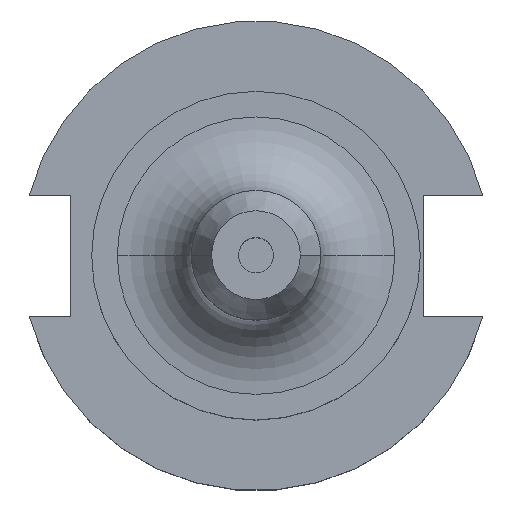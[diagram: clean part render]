
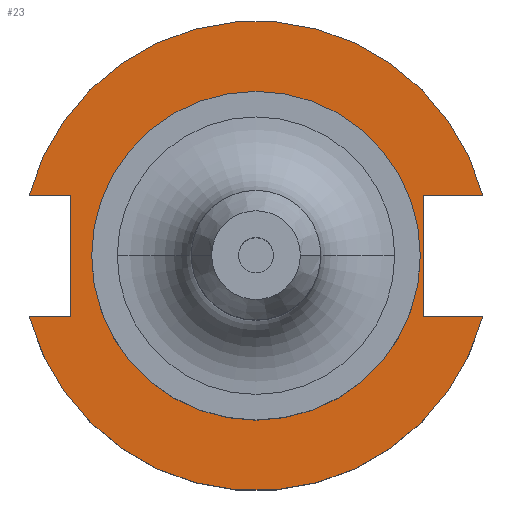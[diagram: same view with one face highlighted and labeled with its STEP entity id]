
A CAD part, top view. The second image highlights one B-rep face of the part: STEP entity #23.
In plain terms, the highlighted planar face has unit normal (0, 0, 1).
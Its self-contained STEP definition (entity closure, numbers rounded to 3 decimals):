
#10 = FACE_OUTER_BOUND ( 'NONE', #1317, .T. ) ;
#23 = ADVANCED_FACE ( 'NONE', ( #1440, #10 ), #237, .F. ) ;
#48 = CARTESIAN_POINT ( 'NONE',  ( -61.091, -8.191, 19.05 ) ) ;
#67 = EDGE_CURVE ( 'NONE', #933, #739, #169, .T. ) ;
#76 = EDGE_CURVE ( 'NONE', #1075, #1471, #605, .T. ) ;
#112 = EDGE_CURVE ( 'NONE', #865, #739, #621, .T. ) ;
#128 = VECTOR ( 'NONE', #307, 1000. ) ;
#142 = EDGE_CURVE ( 'NONE', #933, #586, #1279, .T. ) ;
#148 = DIRECTION ( 'NONE',  ( 1., 0., 0. ) ) ;
#152 = ORIENTED_EDGE ( 'NONE', *, *, #887, .T. ) ;
#159 = CARTESIAN_POINT ( 'NONE',  ( 0., 0., 19.05 ) ) ;
#165 = LINE ( 'NONE', #375, #601 ) ;
#167 = CIRCLE ( 'NONE', #1168, 22.225 ) ;
#169 = CIRCLE ( 'NONE', #686, 31.75 ) ;
#198 = ORIENTED_EDGE ( 'NONE', *, *, #142, .F. ) ;
#202 = ORIENTED_EDGE ( 'NONE', *, *, #1053, .T. ) ;
#213 = VECTOR ( 'NONE', #1024, 1000. ) ;
#215 = DIRECTION ( 'NONE',  ( -1., 0., 0. ) ) ;
#216 = CARTESIAN_POINT ( 'NONE',  ( 30.675, 8.191, 19.05 ) ) ;
#217 = ORIENTED_EDGE ( 'NONE', *, *, #897, .T. ) ;
#237 = PLANE ( 'NONE',  #836 ) ;
#249 = DIRECTION ( 'NONE',  ( 1., 0., 0. ) ) ;
#257 = ORIENTED_EDGE ( 'NONE', *, *, #112, .F. ) ;
#307 = DIRECTION ( 'NONE',  ( 1., 0., 0. ) ) ;
#331 = EDGE_CURVE ( 'NONE', #787, #1453, #1178, .T. ) ;
#375 = CARTESIAN_POINT ( 'NONE',  ( -61.091, 8.191, 19.05 ) ) ;
#409 = DIRECTION ( 'NONE',  ( 0., 0., 1. ) ) ;
#422 = CARTESIAN_POINT ( 'NONE',  ( 22.606, 8.191, 19.05 ) ) ;
#441 = CARTESIAN_POINT ( 'NONE',  ( 0., 8.191, 19.05 ) ) ;
#447 = VERTEX_POINT ( 'NONE', #1328 ) ;
#448 = LINE ( 'NONE', #706, #1415 ) ;
#486 = EDGE_CURVE ( 'NONE', #1471, #1075, #167, .T. ) ;
#491 = LINE ( 'NONE', #786, #771 ) ;
#498 = DIRECTION ( 'NONE',  ( 1., 0., 0. ) ) ;
#499 = ORIENTED_EDGE ( 'NONE', *, *, #1431, .T. ) ;
#562 = ORIENTED_EDGE ( 'NONE', *, *, #67, .T. ) ;
#586 = VERTEX_POINT ( 'NONE', #627 ) ;
#601 = VECTOR ( 'NONE', #498, 1000. ) ;
#603 = VECTOR ( 'NONE', #215, 1000. ) ;
#605 = CIRCLE ( 'NONE', #768, 22.225 ) ;
#621 = LINE ( 'NONE', #1253, #128 ) ;
#627 = CARTESIAN_POINT ( 'NONE',  ( -25.091, -8.191, 19.05 ) ) ;
#635 = VERTEX_POINT ( 'NONE', #1103 ) ;
#667 = CARTESIAN_POINT ( 'NONE',  ( -22.225, 0., 19.05 ) ) ;
#686 = AXIS2_PLACEMENT_3D ( 'NONE', #758, #409, #148 ) ;
#706 = CARTESIAN_POINT ( 'NONE',  ( -25.091, 8.191, 19.05 ) ) ;
#735 = DIRECTION ( 'NONE',  ( 1., 0., 0. ) ) ;
#738 = ORIENTED_EDGE ( 'NONE', *, *, #76, .F. ) ;
#739 = VERTEX_POINT ( 'NONE', #1304 ) ;
#758 = CARTESIAN_POINT ( 'NONE',  ( 0., 0., 19.05 ) ) ;
#768 = AXIS2_PLACEMENT_3D ( 'NONE', #159, #1000, #1011 ) ;
#771 = VECTOR ( 'NONE', #1161, 1000. ) ;
#786 = CARTESIAN_POINT ( 'NONE',  ( 22.606, 22.225, 19.05 ) ) ;
#787 = VERTEX_POINT ( 'NONE', #216 ) ;
#829 = CARTESIAN_POINT ( 'NONE',  ( 22.606, -8.191, 19.05 ) ) ;
#832 = CIRCLE ( 'NONE', #1133, 31.75 ) ;
#836 = AXIS2_PLACEMENT_3D ( 'NONE', #1350, #1083, #1206 ) ;
#838 = CARTESIAN_POINT ( 'NONE',  ( 22.225, 0., 19.05 ) ) ;
#857 = EDGE_LOOP ( 'NONE', ( #738, #1068 ) ) ;
#865 = VERTEX_POINT ( 'NONE', #829 ) ;
#887 = EDGE_CURVE ( 'NONE', #635, #586, #448, .T. ) ;
#897 = EDGE_CURVE ( 'NONE', #787, #447, #832, .T. ) ;
#933 = VERTEX_POINT ( 'NONE', #1492 ) ;
#947 = DIRECTION ( 'NONE',  ( 0., -1., 0. ) ) ;
#970 = DIRECTION ( 'NONE',  ( 0., 0., 1. ) ) ;
#1000 = DIRECTION ( 'NONE',  ( 0., 0., 1. ) ) ;
#1011 = DIRECTION ( 'NONE',  ( 1., 0., 0. ) ) ;
#1018 = ORIENTED_EDGE ( 'NONE', *, *, #331, .F. ) ;
#1024 = DIRECTION ( 'NONE',  ( 1., 0., 0. ) ) ;
#1053 = EDGE_CURVE ( 'NONE', #447, #635, #165, .T. ) ;
#1068 = ORIENTED_EDGE ( 'NONE', *, *, #486, .F. ) ;
#1075 = VERTEX_POINT ( 'NONE', #838 ) ;
#1083 = DIRECTION ( 'NONE',  ( 0., 0., -1. ) ) ;
#1103 = CARTESIAN_POINT ( 'NONE',  ( -25.091, 8.191, 19.05 ) ) ;
#1133 = AXIS2_PLACEMENT_3D ( 'NONE', #1366, #970, #249 ) ;
#1161 = DIRECTION ( 'NONE',  ( 0., 1., 0. ) ) ;
#1168 = AXIS2_PLACEMENT_3D ( 'NONE', #1481, #1604, #735 ) ;
#1178 = LINE ( 'NONE', #441, #603 ) ;
#1206 = DIRECTION ( 'NONE',  ( -1., 0., 0. ) ) ;
#1253 = CARTESIAN_POINT ( 'NONE',  ( 0., -8.191, 19.05 ) ) ;
#1279 = LINE ( 'NONE', #48, #213 ) ;
#1304 = CARTESIAN_POINT ( 'NONE',  ( 30.675, -8.191, 19.05 ) ) ;
#1317 = EDGE_LOOP ( 'NONE', ( #152, #198, #562, #257, #499, #1018, #217, #202 ) ) ;
#1328 = CARTESIAN_POINT ( 'NONE',  ( -30.675, 8.191, 19.05 ) ) ;
#1350 = CARTESIAN_POINT ( 'NONE',  ( 0., 22.225, 19.05 ) ) ;
#1366 = CARTESIAN_POINT ( 'NONE',  ( 0., 0., 19.05 ) ) ;
#1415 = VECTOR ( 'NONE', #947, 1000. ) ;
#1431 = EDGE_CURVE ( 'NONE', #865, #1453, #491, .T. ) ;
#1440 = FACE_BOUND ( 'NONE', #857, .T. ) ;
#1453 = VERTEX_POINT ( 'NONE', #422 ) ;
#1471 = VERTEX_POINT ( 'NONE', #667 ) ;
#1481 = CARTESIAN_POINT ( 'NONE',  ( 0., 0., 19.05 ) ) ;
#1492 = CARTESIAN_POINT ( 'NONE',  ( -30.675, -8.191, 19.05 ) ) ;
#1604 = DIRECTION ( 'NONE',  ( 0., 0., 1. ) ) ;
